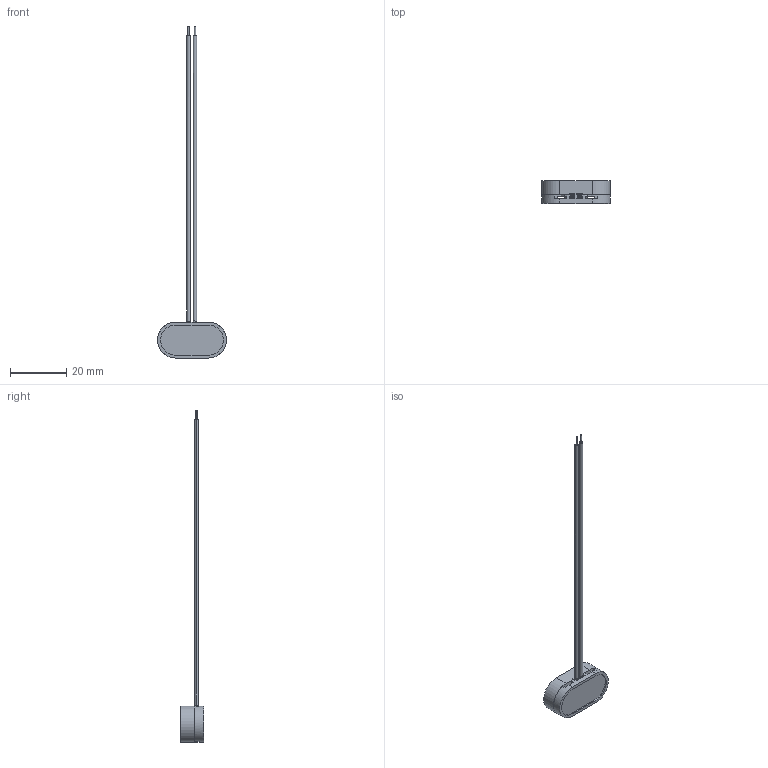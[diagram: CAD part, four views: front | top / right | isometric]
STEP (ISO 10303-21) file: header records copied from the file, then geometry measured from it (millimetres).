
FILE_DESCRIPTION (( 'STEP AP214' ), '1' );
FILE_NAME ('81-8.STEP', '2013-05-09T18:37:48', ( 'Richard Maletta' ), ( '' ), 'SwSTEP 2.0', 'SolidWorks 2009', '' );
FILE_SCHEMA (( 'AUTOMOTIVE_DESIGN' ));
Length unit declared in the file: millimetre
Products named in the file (1): 81-8
Bounding box: 24.38 x 8.16 x 117.73 mm (x, y, z)
Volume: 1377.7 mm3; surface area: 3568.3 mm2
Topology: 10 solids, 10 shells, 386 faces, 981 edges, 615 vertices
Faces by surface type: plane 210, cylinder 122, torus 36, bspline 12, cone 6
Entity records: 16791 total; most frequent: CARTESIAN_POINT 3239, ORIENTED_EDGE 1962, DIRECTION 1873, EDGE_CURVE 981, AXIS2_PLACEMENT_3D 644, VERTEX_POINT 615, VECTOR 585, LINE 585
